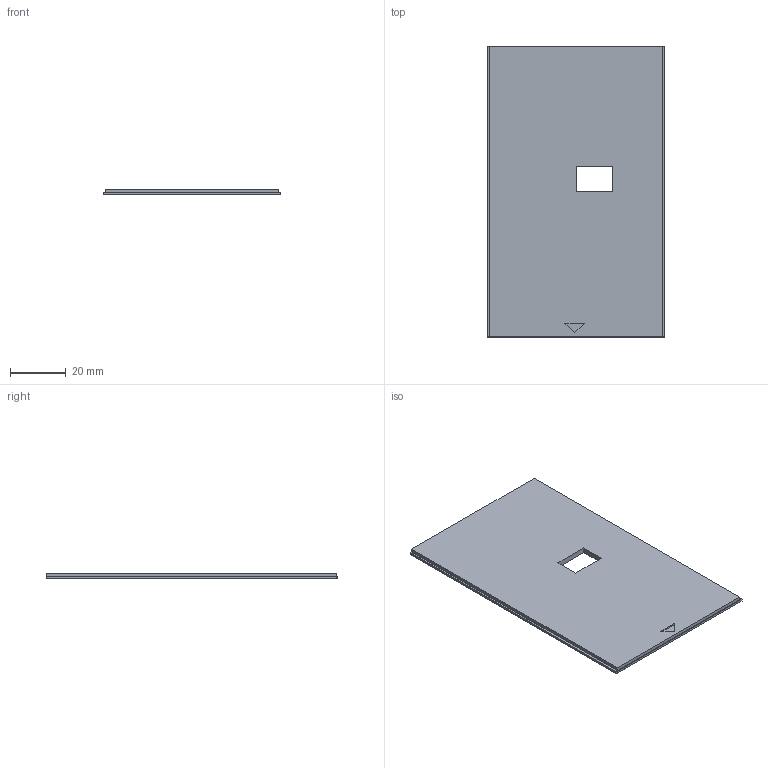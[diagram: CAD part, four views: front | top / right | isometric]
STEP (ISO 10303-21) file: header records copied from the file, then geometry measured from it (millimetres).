
FILE_DESCRIPTION(('FreeCAD Model'),'2;1');
FILE_NAME('Open CASCADE Shape Model','2022-12-08T17:44:51',('Author'),( ''),'Open CASCADE STEP processor 7.6','FreeCAD','Unknown');
FILE_SCHEMA(('AUTOMOTIVE_DESIGN { 1 0 10303 214 1 1 1 1 }'));
Length unit declared in the file: millimetre
Products named in the file (1): Final_Lid_Edited
Bounding box: 63.6 x 104.3 x 2 mm (x, y, z)
Volume: 12804.1 mm3; surface area: 13796.5 mm2
Topology: 1 solids, 1 shells, 27 faces, 62 edges, 38 vertices
Faces by surface type: plane 27
Entity records: 1567 total; most frequent: CARTESIAN_POINT 253, DIRECTION 241, LINE 185, VECTOR 185, ORIENTED_EDGE 124, PCURVE 124, DEFINITIONAL_REPRESENTATION 124, EDGE_CURVE 62
